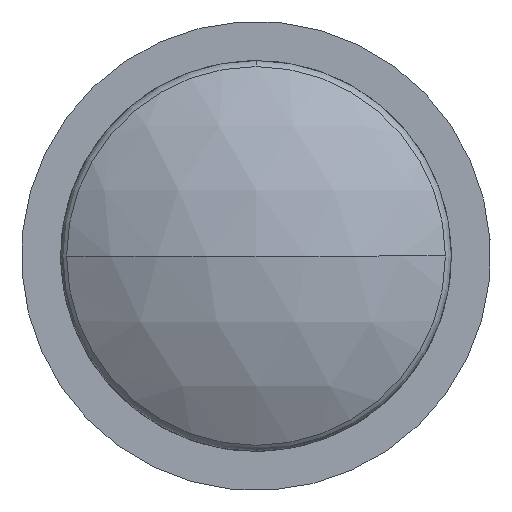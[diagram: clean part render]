
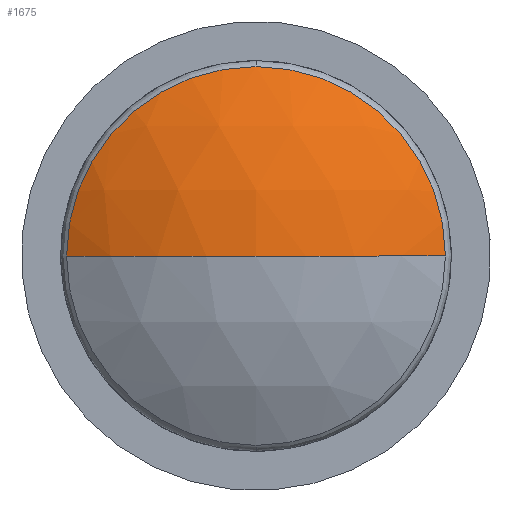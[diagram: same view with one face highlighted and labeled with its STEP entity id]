
A CAD part, left-side view. The second image highlights one B-rep face of the part: STEP entity #1675.
In plain terms, the highlighted spherical face has radius 6.921 mm.
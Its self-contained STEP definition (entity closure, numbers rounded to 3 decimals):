
#63 = CARTESIAN_POINT ( 'NONE',  ( -2.235, 7.62, 0. ) ) ;
#81 = DIRECTION ( 'NONE',  ( 0., 0., -1. ) ) ;
#356 = DIRECTION ( 'NONE',  ( 0., 0., -1. ) ) ;
#387 = CIRCLE ( 'NONE', #2388, 3.691 ) ;
#664 = DIRECTION ( 'NONE',  ( 0., 0., 1. ) ) ;
#824 = EDGE_LOOP ( 'NONE', ( #2802, #1650, #997, #1505 ) ) ;
#933 = VERTEX_POINT ( 'NONE', #1696 ) ;
#978 = AXIS2_PLACEMENT_3D ( 'NONE', #2490, #2798, #2172 ) ;
#992 = VERTEX_POINT ( 'NONE', #2116 ) ;
#997 = ORIENTED_EDGE ( 'NONE', *, *, #2684, .F. ) ;
#1167 = CIRCLE ( 'NONE', #2808, 3.691 ) ;
#1251 = CARTESIAN_POINT ( 'NONE',  ( 3.619, 7.62, 0. ) ) ;
#1375 = CARTESIAN_POINT ( 'NONE',  ( -2.235, 3.929, 0. ) ) ;
#1416 = VERTEX_POINT ( 'NONE', #3696 ) ;
#1505 = ORIENTED_EDGE ( 'NONE', *, *, #2674, .F. ) ;
#1550 = DIRECTION ( 'NONE',  ( -1., 0., 0. ) ) ;
#1650 = ORIENTED_EDGE ( 'NONE', *, *, #2689, .T. ) ;
#1675 = ADVANCED_FACE ( 'NONE', ( #3500 ), #1852, .T. ) ;
#1696 = CARTESIAN_POINT ( 'NONE',  ( -3.302, 7.62, 0. ) ) ;
#1803 = AXIS2_PLACEMENT_3D ( 'NONE', #1251, #3301, #1550 ) ;
#1826 = DIRECTION ( 'NONE',  ( 1., 0., 0. ) ) ;
#1852 = SPHERICAL_SURFACE ( 'NONE', #978, 6.921 ) ;
#2044 = VERTEX_POINT ( 'NONE', #1375 ) ;
#2108 = DIRECTION ( 'NONE',  ( 1., 0., 0. ) ) ;
#2116 = CARTESIAN_POINT ( 'NONE',  ( -2.235, 11.311, 0. ) ) ;
#2172 = DIRECTION ( 'NONE',  ( 0., 1., 0. ) ) ;
#2201 = AXIS2_PLACEMENT_3D ( 'NONE', #2414, #664, #2733 ) ;
#2388 = AXIS2_PLACEMENT_3D ( 'NONE', #3564, #1826, #81 ) ;
#2414 = CARTESIAN_POINT ( 'NONE',  ( 3.619, 7.62, 0. ) ) ;
#2490 = CARTESIAN_POINT ( 'NONE',  ( 3.619, 7.62, 0. ) ) ;
#2652 = CIRCLE ( 'NONE', #2201, 6.921 ) ;
#2674 = EDGE_CURVE ( 'NONE', #992, #1416, #1167, .T. ) ;
#2684 = EDGE_CURVE ( 'NONE', #1416, #2044, #387, .T. ) ;
#2689 = EDGE_CURVE ( 'NONE', #933, #2044, #2652, .T. ) ;
#2704 = EDGE_CURVE ( 'NONE', #933, #992, #3410, .T. ) ;
#2733 = DIRECTION ( 'NONE',  ( 0., -1., 0. ) ) ;
#2798 = DIRECTION ( 'NONE',  ( 0., 0., 1. ) ) ;
#2802 = ORIENTED_EDGE ( 'NONE', *, *, #2704, .F. ) ;
#2808 = AXIS2_PLACEMENT_3D ( 'NONE', #63, #2108, #356 ) ;
#3301 = DIRECTION ( 'NONE',  ( 0., 0., -1. ) ) ;
#3410 = CIRCLE ( 'NONE', #1803, 6.921 ) ;
#3500 = FACE_OUTER_BOUND ( 'NONE', #824, .T. ) ;
#3564 = CARTESIAN_POINT ( 'NONE',  ( -2.235, 7.62, 0. ) ) ;
#3696 = CARTESIAN_POINT ( 'NONE',  ( -2.235, 7.62, 3.691 ) ) ;
